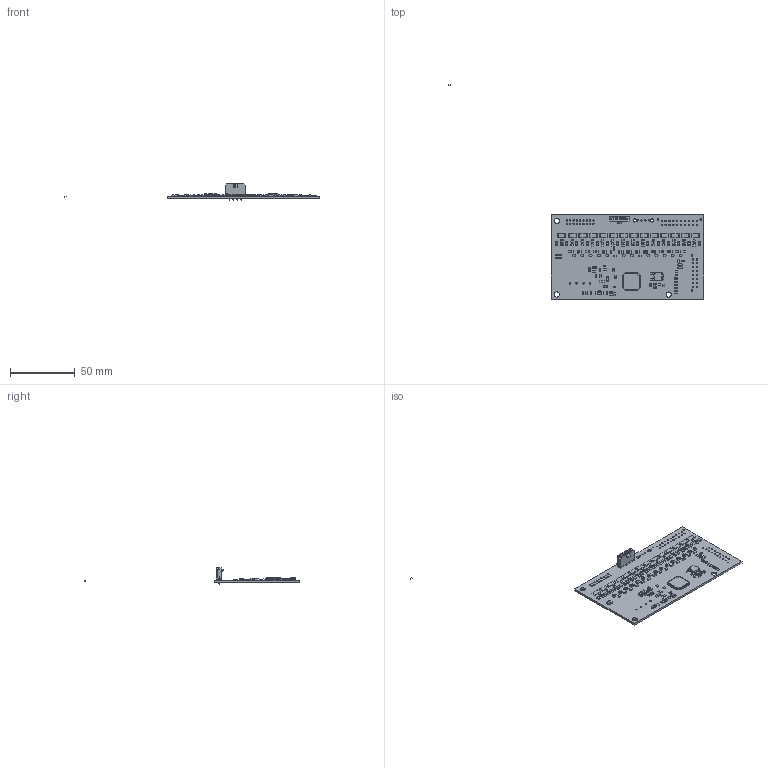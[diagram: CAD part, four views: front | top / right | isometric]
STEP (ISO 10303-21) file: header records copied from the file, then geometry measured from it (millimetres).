
FILE_DESCRIPTION(('KiCad electronic assembly'),'2;1');
FILE_NAME('BMS v21.step','2024-07-21T13:42:32',('Pcbnew'),('Kicad'), 'Open CASCADE STEP processor 7.7','KiCad to STEP converter','Unknown' );
FILE_SCHEMA(('AUTOMOTIVE_DESIGN { 1 0 10303 214 1 1 1 1 }'));
Length unit declared in the file: millimetre
Products named in the file (43): BMS v21 1; RC0805FR-07100RL; ASSEMBLY; 1N4148W; C0805C223K5RACTU; CCS_CCSTD_0805_L2.2W1.45T0.88B0.5; CRGCQ2512F33R; VJ0805D391KXCAJ; RR1220P-104-D; RR1220P-103-D; C1210C185K3PACTU; CCS_CCSTDNOS_1210_L3.4W2.7T1.05B0.75; 43650-0420; 436500420; MM3Z6V2T1G; CRCW080551K0FKEA; 126151; ERJ-8RQF1R0V; ZXTN4004KQTC; 2V7002KT1G; ERJ-8ENF1001V; GRM31CR71H475KA12L; ERJ-6ENF51R0V; RC0805FR-07100KL; RC0805FR-0727R4L; BQ76PL455APFCR; PFC0080A_ASM; CRCW0805360RFKEA; _autosave-BMS v21_PCB; BMS v21 2; AUTOMAPKI 1; AUTOMAPKI 2
Assembly tree (167 placements, depth 3):
  BMS v21 1
    RC0805FR-07100RL  x13
      ASSEMBLY
    1N4148W  x4
      ASSEMBLY
    C0805C223K5RACTU  x6
      CCS_CCSTD_0805_L2.2W1.45T0.88B0.5
    CRGCQ2512F33R  x14
      ASSEMBLY
    VJ0805D391KXCAJ  x19
      ASSEMBLY
    RR1220P-104-D  x28
      RR1220P-103-D
    C1210C185K3PACTU
      CCS_CCSTDNOS_1210_L3.4W2.7T1.05B0.75
    43650-0420
      436500420
    MM3Z6V2T1G  x14
      ASSEMBLY
    CRCW080551K0FKEA  x2
      126151
    ERJ-8RQF1R0V  x2
      ASSEMBLY
    ZXTN4004KQTC
      ZXTN4004KQTC
    2V7002KT1G  x14
      ASSEMBLY
    ERJ-8ENF1001V  x15
      ASSEMBLY
    GRM31CR71H475KA12L  x4
      ASSEMBLY
    ERJ-6ENF51R0V  x3
      ASSEMBLY
    RC0805FR-07100KL  x2
      RC0805FR-0727R4L
    BQ76PL455APFCR
      PFC0080A_ASM
    CRCW0805360RFKEA
      126151
    _autosave-BMS v21_PCB
  BMS v21 2
    AUTOMAPKI 1
    AUTOMAPKI 2
Bounding box: 196.41 x 164.88 x 13.08 mm (x, y, z)
Volume: 13149.5 mm3; surface area: 20833.8 mm2
Topology: 585 solids, 587 shells, 7572 faces, 17874 edges, 11204 vertices
Faces by surface type: plane 5659, cylinder 1577, sphere 332, bspline 4
Full cylindrical faces by diameter (mm): 0.163 x14, 1 x18, 1.02 x48, 1.168 x4, 2.41 x4, 4 x3
Entity records: 77582 total; most frequent: CARTESIAN_POINT 13391, DIRECTION 12620, ORIENTED_EDGE 12344, EDGE_CURVE 6176, LINE 4874, VECTOR 4874, VERTEX_POINT 3992, AXIS2_PLACEMENT_3D 3873
